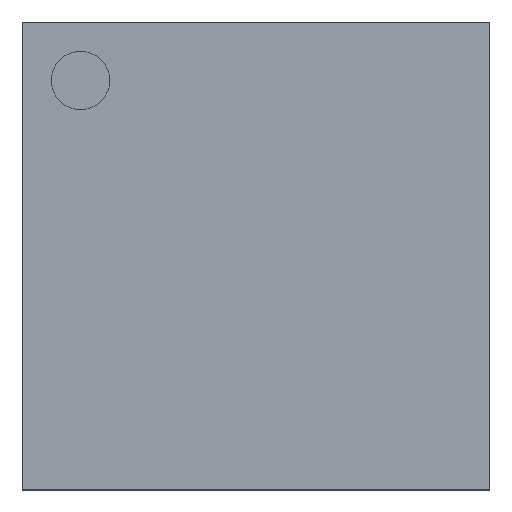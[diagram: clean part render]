
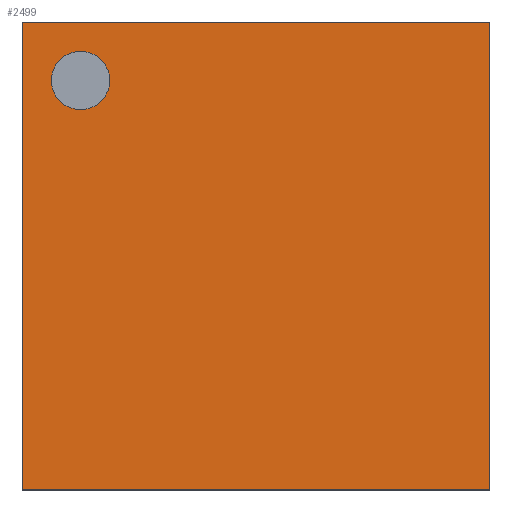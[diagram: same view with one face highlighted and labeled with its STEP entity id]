
A CAD part, top view. The second image highlights one B-rep face of the part: STEP entity #2499.
In plain terms, the highlighted planar face has unit normal (0, 0, 1).
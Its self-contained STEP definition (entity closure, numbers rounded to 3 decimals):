
#2310 = VERTEX_POINT('',#2311);
#2311 = CARTESIAN_POINT('',(-2.5,-2.5,1.2));
#2318 = PLANE('',#2319);
#2319 = AXIS2_PLACEMENT_3D('',#2320,#2321,#2322);
#2320 = CARTESIAN_POINT('',(-2.5,-2.5,0.3));
#2321 = DIRECTION('',(1.,0.,0.));
#2322 = DIRECTION('',(0.,0.,1.));
#2330 = PLANE('',#2331);
#2331 = AXIS2_PLACEMENT_3D('',#2332,#2333,#2334);
#2332 = CARTESIAN_POINT('',(-2.5,-2.5,0.3));
#2333 = DIRECTION('',(0.,1.,0.));
#2334 = DIRECTION('',(0.,0.,1.));
#2371 = VERTEX_POINT('',#2372);
#2372 = CARTESIAN_POINT('',(-2.5,2.5,1.2));
#2386 = PLANE('',#2387);
#2387 = AXIS2_PLACEMENT_3D('',#2388,#2389,#2390);
#2388 = CARTESIAN_POINT('',(-2.5,2.5,0.3));
#2389 = DIRECTION('',(0.,1.,0.));
#2390 = DIRECTION('',(0.,0.,1.));
#2398 = EDGE_CURVE('',#2310,#2371,#2399,.T.);
#2399 = SURFACE_CURVE('',#2400,(#2404,#2411),.PCURVE_S1.);
#2400 = LINE('',#2401,#2402);
#2401 = CARTESIAN_POINT('',(-2.5,-2.5,1.2));
#2402 = VECTOR('',#2403,1.);
#2403 = DIRECTION('',(0.,1.,0.));
#2404 = PCURVE('',#2318,#2405);
#2405 = DEFINITIONAL_REPRESENTATION('',(#2406),#2410);
#2406 = LINE('',#2407,#2408);
#2407 = CARTESIAN_POINT('',(0.9,0.));
#2408 = VECTOR('',#2409,1.);
#2409 = DIRECTION('',(0.,-1.));
#2410 = ( GEOMETRIC_REPRESENTATION_CONTEXT(2) 
PARAMETRIC_REPRESENTATION_CONTEXT() REPRESENTATION_CONTEXT('2D SPACE',''
  ) );
#2411 = PCURVE('',#2412,#2417);
#2412 = PLANE('',#2413);
#2413 = AXIS2_PLACEMENT_3D('',#2414,#2415,#2416);
#2414 = CARTESIAN_POINT('',(-2.5,-2.5,1.2));
#2415 = DIRECTION('',(0.,0.,1.));
#2416 = DIRECTION('',(1.,0.,0.));
#2417 = DEFINITIONAL_REPRESENTATION('',(#2418),#2422);
#2418 = LINE('',#2419,#2420);
#2419 = CARTESIAN_POINT('',(0.,0.));
#2420 = VECTOR('',#2421,1.);
#2421 = DIRECTION('',(0.,1.));
#2422 = ( GEOMETRIC_REPRESENTATION_CONTEXT(2) 
PARAMETRIC_REPRESENTATION_CONTEXT() REPRESENTATION_CONTEXT('2D SPACE',''
  ) );
#2451 = EDGE_CURVE('',#2310,#2452,#2454,.T.);
#2452 = VERTEX_POINT('',#2453);
#2453 = CARTESIAN_POINT('',(2.5,-2.5,1.2));
#2454 = SURFACE_CURVE('',#2455,(#2459,#2466),.PCURVE_S1.);
#2455 = LINE('',#2456,#2457);
#2456 = CARTESIAN_POINT('',(-2.5,-2.5,1.2));
#2457 = VECTOR('',#2458,1.);
#2458 = DIRECTION('',(1.,0.,0.));
#2459 = PCURVE('',#2330,#2460);
#2460 = DEFINITIONAL_REPRESENTATION('',(#2461),#2465);
#2461 = LINE('',#2462,#2463);
#2462 = CARTESIAN_POINT('',(0.9,0.));
#2463 = VECTOR('',#2464,1.);
#2464 = DIRECTION('',(0.,1.));
#2465 = ( GEOMETRIC_REPRESENTATION_CONTEXT(2) 
PARAMETRIC_REPRESENTATION_CONTEXT() REPRESENTATION_CONTEXT('2D SPACE',''
  ) );
#2466 = PCURVE('',#2412,#2467);
#2467 = DEFINITIONAL_REPRESENTATION('',(#2468),#2472);
#2468 = LINE('',#2469,#2470);
#2469 = CARTESIAN_POINT('',(0.,0.));
#2470 = VECTOR('',#2471,1.);
#2471 = DIRECTION('',(1.,0.));
#2472 = ( GEOMETRIC_REPRESENTATION_CONTEXT(2) 
PARAMETRIC_REPRESENTATION_CONTEXT() REPRESENTATION_CONTEXT('2D SPACE',''
  ) );
#2488 = PLANE('',#2489);
#2489 = AXIS2_PLACEMENT_3D('',#2490,#2491,#2492);
#2490 = CARTESIAN_POINT('',(2.5,-2.5,0.3));
#2491 = DIRECTION('',(1.,0.,0.));
#2492 = DIRECTION('',(0.,0.,1.));
#2499 = ADVANCED_FACE('',(#2500,#2548),#2412,.T.);
#2500 = FACE_BOUND('',#2501,.T.);
#2501 = EDGE_LOOP('',(#2502,#2503,#2504,#2527));
#2502 = ORIENTED_EDGE('',*,*,#2398,.F.);
#2503 = ORIENTED_EDGE('',*,*,#2451,.T.);
#2504 = ORIENTED_EDGE('',*,*,#2505,.T.);
#2505 = EDGE_CURVE('',#2452,#2506,#2508,.T.);
#2506 = VERTEX_POINT('',#2507);
#2507 = CARTESIAN_POINT('',(2.5,2.5,1.2));
#2508 = SURFACE_CURVE('',#2509,(#2513,#2520),.PCURVE_S1.);
#2509 = LINE('',#2510,#2511);
#2510 = CARTESIAN_POINT('',(2.5,-2.5,1.2));
#2511 = VECTOR('',#2512,1.);
#2512 = DIRECTION('',(0.,1.,0.));
#2513 = PCURVE('',#2412,#2514);
#2514 = DEFINITIONAL_REPRESENTATION('',(#2515),#2519);
#2515 = LINE('',#2516,#2517);
#2516 = CARTESIAN_POINT('',(5.,0.));
#2517 = VECTOR('',#2518,1.);
#2518 = DIRECTION('',(0.,1.));
#2519 = ( GEOMETRIC_REPRESENTATION_CONTEXT(2) 
PARAMETRIC_REPRESENTATION_CONTEXT() REPRESENTATION_CONTEXT('2D SPACE',''
  ) );
#2520 = PCURVE('',#2488,#2521);
#2521 = DEFINITIONAL_REPRESENTATION('',(#2522),#2526);
#2522 = LINE('',#2523,#2524);
#2523 = CARTESIAN_POINT('',(0.9,0.));
#2524 = VECTOR('',#2525,1.);
#2525 = DIRECTION('',(0.,-1.));
#2526 = ( GEOMETRIC_REPRESENTATION_CONTEXT(2) 
PARAMETRIC_REPRESENTATION_CONTEXT() REPRESENTATION_CONTEXT('2D SPACE',''
  ) );
#2527 = ORIENTED_EDGE('',*,*,#2528,.F.);
#2528 = EDGE_CURVE('',#2371,#2506,#2529,.T.);
#2529 = SURFACE_CURVE('',#2530,(#2534,#2541),.PCURVE_S1.);
#2530 = LINE('',#2531,#2532);
#2531 = CARTESIAN_POINT('',(-2.5,2.5,1.2));
#2532 = VECTOR('',#2533,1.);
#2533 = DIRECTION('',(1.,0.,0.));
#2534 = PCURVE('',#2412,#2535);
#2535 = DEFINITIONAL_REPRESENTATION('',(#2536),#2540);
#2536 = LINE('',#2537,#2538);
#2537 = CARTESIAN_POINT('',(0.,5.));
#2538 = VECTOR('',#2539,1.);
#2539 = DIRECTION('',(1.,0.));
#2540 = ( GEOMETRIC_REPRESENTATION_CONTEXT(2) 
PARAMETRIC_REPRESENTATION_CONTEXT() REPRESENTATION_CONTEXT('2D SPACE',''
  ) );
#2541 = PCURVE('',#2386,#2542);
#2542 = DEFINITIONAL_REPRESENTATION('',(#2543),#2547);
#2543 = LINE('',#2544,#2545);
#2544 = CARTESIAN_POINT('',(0.9,0.));
#2545 = VECTOR('',#2546,1.);
#2546 = DIRECTION('',(0.,1.));
#2547 = ( GEOMETRIC_REPRESENTATION_CONTEXT(2) 
PARAMETRIC_REPRESENTATION_CONTEXT() REPRESENTATION_CONTEXT('2D SPACE',''
  ) );
#2548 = FACE_BOUND('',#2549,.T.);
#2549 = EDGE_LOOP('',(#2550));
#2550 = ORIENTED_EDGE('',*,*,#2551,.F.);
#2551 = EDGE_CURVE('',#2552,#2552,#2554,.T.);
#2552 = VERTEX_POINT('',#2553);
#2553 = CARTESIAN_POINT('',(-1.563,1.875,1.2));
#2554 = SURFACE_CURVE('',#2555,(#2560,#2567),.PCURVE_S1.);
#2555 = CIRCLE('',#2556,0.313);
#2556 = AXIS2_PLACEMENT_3D('',#2557,#2558,#2559);
#2557 = CARTESIAN_POINT('',(-1.875,1.875,1.2));
#2558 = DIRECTION('',(0.,0.,1.));
#2559 = DIRECTION('',(1.,0.,0.));
#2560 = PCURVE('',#2412,#2561);
#2561 = DEFINITIONAL_REPRESENTATION('',(#2562),#2566);
#2562 = CIRCLE('',#2563,0.313);
#2563 = AXIS2_PLACEMENT_2D('',#2564,#2565);
#2564 = CARTESIAN_POINT('',(0.625,4.375));
#2565 = DIRECTION('',(1.,0.));
#2566 = ( GEOMETRIC_REPRESENTATION_CONTEXT(2) 
PARAMETRIC_REPRESENTATION_CONTEXT() REPRESENTATION_CONTEXT('2D SPACE',''
  ) );
#2567 = PCURVE('',#2568,#2573);
#2568 = CYLINDRICAL_SURFACE('',#2569,0.313);
#2569 = AXIS2_PLACEMENT_3D('',#2570,#2571,#2572);
#2570 = CARTESIAN_POINT('',(-1.875,1.875,1.08));
#2571 = DIRECTION('',(0.,0.,1.));
#2572 = DIRECTION('',(1.,0.,0.));
#2573 = DEFINITIONAL_REPRESENTATION('',(#2574),#2578);
#2574 = LINE('',#2575,#2576);
#2575 = CARTESIAN_POINT('',(0.,0.12));
#2576 = VECTOR('',#2577,1.);
#2577 = DIRECTION('',(1.,0.));
#2578 = ( GEOMETRIC_REPRESENTATION_CONTEXT(2) 
PARAMETRIC_REPRESENTATION_CONTEXT() REPRESENTATION_CONTEXT('2D SPACE',''
  ) );
